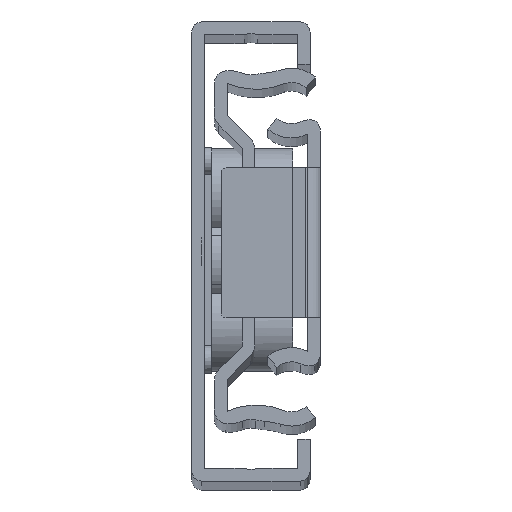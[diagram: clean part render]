
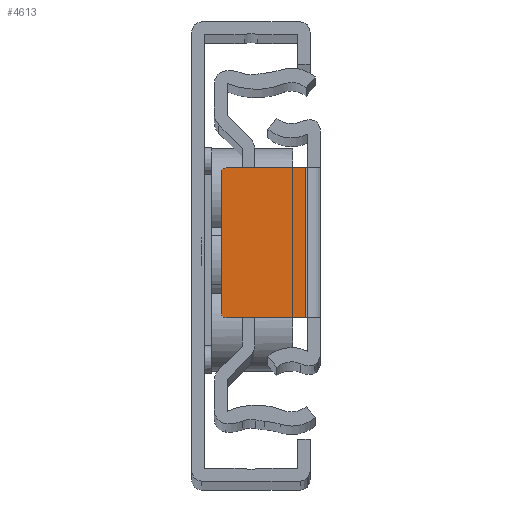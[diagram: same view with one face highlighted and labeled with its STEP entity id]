
A CAD part, top view. The second image highlights one B-rep face of the part: STEP entity #4613.
In plain terms, the highlighted planar face has unit normal (0, 0, 1).
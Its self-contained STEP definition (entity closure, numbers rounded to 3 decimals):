
#1962 = EDGE_LOOP ( 'NONE', ( #4827, #4828, #4829, #4830, #4831, #4832 ) ) ;
#3004 = EDGE_CURVE ( 'NONE', #3338, #3339, #9249, .T. ) ;
#3006 = EDGE_CURVE ( 'NONE', #3342, #3345, #9252, .T. ) ;
#3007 = EDGE_CURVE ( 'NONE', #3338, #3342, #9251, .T. ) ;
#3035 = EDGE_CURVE ( 'NONE', #3365, #3339, #9295, .T. ) ;
#3039 = EDGE_CURVE ( 'NONE', #3365, #3367, #9302, .T. ) ;
#3040 = EDGE_CURVE ( 'NONE', #3367, #3345, #9304, .T. ) ;
#3338 = VERTEX_POINT ( 'NONE', #10898 ) ;
#3339 = VERTEX_POINT ( 'NONE', #10899 ) ;
#3342 = VERTEX_POINT ( 'NONE', #10902 ) ;
#3345 = VERTEX_POINT ( 'NONE', #10905 ) ;
#3365 = VERTEX_POINT ( 'NONE', #10925 ) ;
#3367 = VERTEX_POINT ( 'NONE', #10927 ) ;
#4613 = ADVANCED_FACE ( 'NONE', ( #11548 ), #11388, .T. ) ;
#4827 = ORIENTED_EDGE ( 'NONE', *, *, #3035, .T. ) ;
#4828 = ORIENTED_EDGE ( 'NONE', *, *, #3004, .F. ) ;
#4829 = ORIENTED_EDGE ( 'NONE', *, *, #3007, .T. ) ;
#4830 = ORIENTED_EDGE ( 'NONE', *, *, #3006, .T. ) ;
#4831 = ORIENTED_EDGE ( 'NONE', *, *, #3040, .F. ) ;
#4832 = ORIENTED_EDGE ( 'NONE', *, *, #3039, .F. ) ;
#9247 = VECTOR ( 'NONE', #9898, 1000. ) ;
#9249 = CIRCLE ( 'NONE', #10198, 0.5 ) ;
#9251 = LINE ( 'NONE', #9887, #9247 ) ;
#9252 = CIRCLE ( 'NONE', #10199, 0.5 ) ;
#9291 = VECTOR ( 'NONE', #9967, 1000. ) ;
#9292 = VECTOR ( 'NONE', #9975, 1000. ) ;
#9295 = LINE ( 'NONE', #9960, #9291 ) ;
#9302 = LINE ( 'NONE', #9963, #9292 ) ;
#9304 = LINE ( 'NONE', #9976, #9305 ) ;
#9305 = VECTOR ( 'NONE', #9977, 1000. ) ;
#9887 = CARTESIAN_POINT ( 'NONE',  ( 2.9, -7.4, 497. ) ) ;
#9890 = CARTESIAN_POINT ( 'NONE',  ( 3.4, 6.9, 497. ) ) ;
#9891 = DIRECTION ( 'NONE',  ( 0., 0., -1. ) ) ;
#9892 = DIRECTION ( 'NONE',  ( -1., 0., 0. ) ) ;
#9893 = CARTESIAN_POINT ( 'NONE',  ( 3.4, -6.9, 497. ) ) ;
#9895 = DIRECTION ( 'NONE',  ( 0., 0., 1. ) ) ;
#9896 = DIRECTION ( 'NONE',  ( 1., 0., 0. ) ) ;
#9898 = DIRECTION ( 'NONE',  ( 0., -1., 0. ) ) ;
#9960 = CARTESIAN_POINT ( 'NONE',  ( 2.9, 7.4, 497. ) ) ;
#9963 = CARTESIAN_POINT ( 'NONE',  ( 11.2, -10.909, 497. ) ) ;
#9967 = DIRECTION ( 'NONE',  ( -1., 0., 0. ) ) ;
#9975 = DIRECTION ( 'NONE',  ( 0., -1., 0. ) ) ;
#9976 = CARTESIAN_POINT ( 'NONE',  ( 2.9, -7.4, 497. ) ) ;
#9977 = DIRECTION ( 'NONE',  ( -1., 0., 0. ) ) ;
#10198 = AXIS2_PLACEMENT_3D ( 'NONE', #9890, #9891, #9892 ) ;
#10199 = AXIS2_PLACEMENT_3D ( 'NONE', #9893, #9895, #9896 ) ;
#10414 = AXIS2_PLACEMENT_3D ( 'NONE', #11340, #11400, #11401 ) ;
#10898 = CARTESIAN_POINT ( 'NONE',  ( 2.9, 6.9, 497. ) ) ;
#10899 = CARTESIAN_POINT ( 'NONE',  ( 3.4, 7.4, 497. ) ) ;
#10902 = CARTESIAN_POINT ( 'NONE',  ( 2.9, -6.9, 497. ) ) ;
#10905 = CARTESIAN_POINT ( 'NONE',  ( 3.4, -7.4, 497. ) ) ;
#10925 = CARTESIAN_POINT ( 'NONE',  ( 11.2, 7.4, 497. ) ) ;
#10927 = CARTESIAN_POINT ( 'NONE',  ( 11.2, -7.4, 497. ) ) ;
#11340 = CARTESIAN_POINT ( 'NONE',  ( 2.9, -7.4, 497. ) ) ;
#11388 = PLANE ( 'NONE',  #10414 ) ;
#11400 = DIRECTION ( 'NONE',  ( 0., 0., 1. ) ) ;
#11401 = DIRECTION ( 'NONE',  ( 1., 0., 0. ) ) ;
#11548 = FACE_OUTER_BOUND ( 'NONE', #1962, .T. ) ;
